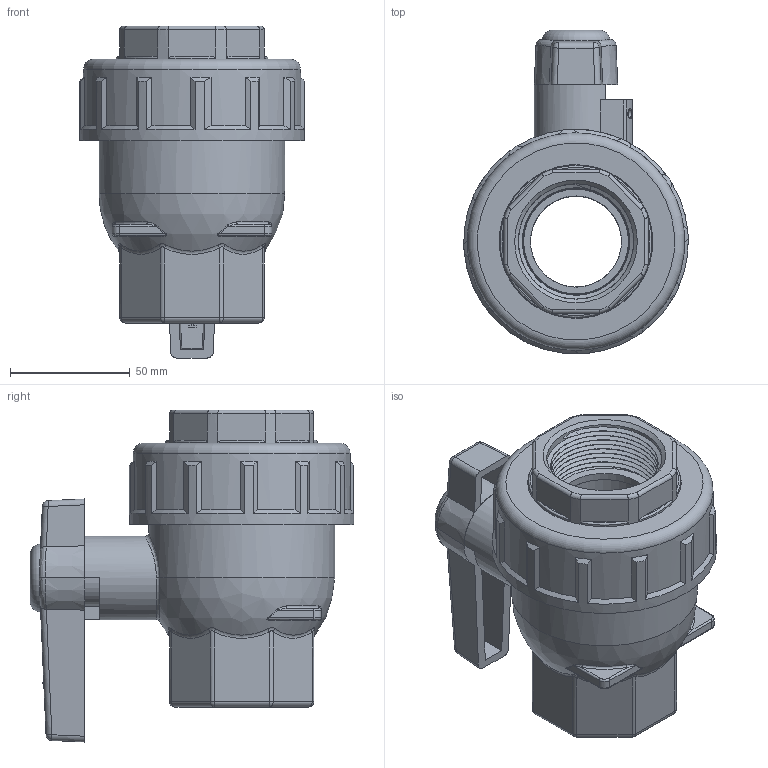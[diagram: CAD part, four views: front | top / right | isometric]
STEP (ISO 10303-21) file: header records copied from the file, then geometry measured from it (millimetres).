
FILE_DESCRIPTION(/* description */ ('1 1/2" FULL PORT UNION VALVE'),/* implementation_level */ '2;1');
FILE_NAME(/* name */ 'SUV150FP.stp',/* time_stamp */ '2022-10-24T14:36:33-04:00',/* author */ ('MJC'),/* organization */ (''),/* preprocessor_version */ 'ST-DEVELOPER v18.1',/* originating_system */ 'Autodesk Inventor 2022',/* authorisation */ '');
FILE_SCHEMA (('AUTOMOTIVE_DESIGN { 1 0 10303 214 3 1 1 }'));
Products named in the file (14): SUV150FP; SUV15254; SUV15153; SUV15150; WS20002; SUV15257; WS15258; WS20163E; A130; V20353C; UV15256; WS20255T; WS20255; V20255BX
Assembly tree (17 placements, depth 4):
  SUV150FP
    SUV15254
    WS15258  x2
    SUV15153
    SUV15150
    WS20002
    SUV15257
    WS20163E  x2
    A130  x3
    V20353C
    UV15256
    WS20255T
      WS20255
        V20255BX
Bounding box: 93.87 x 135.4 x 138.81 mm (x, y, z)
Volume: 408025.7 mm3; surface area: 166100.7 mm2
Topology: 15 solids, 15 shells, 1150 faces, 2911 edges, 1884 vertices
Faces by surface type: plane 502, bspline 257, cylinder 213, cone 105, torus 57, sphere 16
Full cylindrical faces by diameter (mm): 3.175 x2, 3.251 x1, 7.938 x1, 14.287 x1, 18.263 x2, 18.898 x1, 21.844 x4, 22.225 x3, 22.301 x1, 23.495 x2, 24.079 x1, 25.527 x3, 26.67 x1, 28.575 x1, 38.1 x6, 40.208 x3, 47.625 x3, 50.673 x1, 50.698 x2, 50.876 x1, 50.941 x1, 63.5 x1, 64.262 x1, 64.389 x1, 64.516 x1, 65.278 x1, 66.548 x1, 69.342 x1, 71.12 x1, 72.39 x1
Entity records: 46867 total; most frequent: CARTESIAN_POINT 20568, ORIENTED_EDGE 5786, DIRECTION 4638, EDGE_CURVE 2893, VERTEX_POINT 1874, AXIS2_PLACEMENT_3D 1653, LINE 1332, VECTOR 1332
